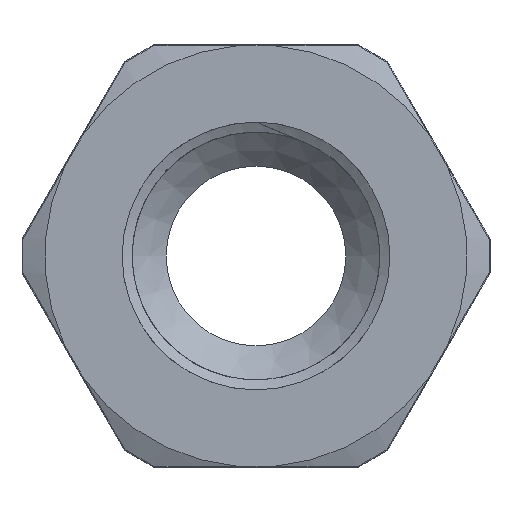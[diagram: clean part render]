
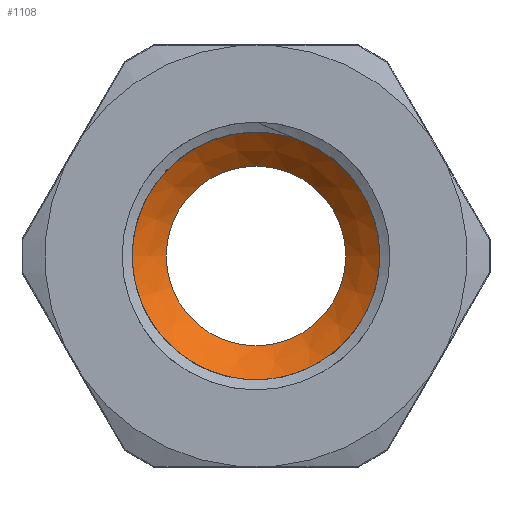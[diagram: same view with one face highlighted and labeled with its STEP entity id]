
A CAD part, left-side view. The second image highlights one B-rep face of the part: STEP entity #1108.
In plain terms, the highlighted conical face has half-angle 48.284 degrees and reference radius 8.1 mm.
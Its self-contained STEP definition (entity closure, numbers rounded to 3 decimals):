
#18=FACE_BOUND('',#266,.T.);
#47=CONICAL_SURFACE('',#1246,8.1,48.284);
#189=FACE_OUTER_BOUND('',#265,.T.);
#265=EDGE_LOOP('',(#1003,#1004));
#266=EDGE_LOOP('',(#1005));
#428=CIRCLE('',#1228,9.39);
#429=CIRCLE('',#1235,9.39);
#433=CIRCLE('',#1244,6.81);
#513=VERTEX_POINT('',#2732);
#515=VERTEX_POINT('',#2947);
#530=VERTEX_POINT('',#4914);
#667=EDGE_CURVE('',#515,#513,#428,.T.);
#688=EDGE_CURVE('',#513,#515,#429,.T.);
#692=EDGE_CURVE('',#530,#530,#433,.T.);
#1003=ORIENTED_EDGE('',*,*,#688,.F.);
#1004=ORIENTED_EDGE('',*,*,#667,.F.);
#1005=ORIENTED_EDGE('',*,*,#692,.T.);
#1108=ADVANCED_FACE('',(#189,#18),#47,.F.);
#1228=AXIS2_PLACEMENT_3D('',#3045,#1507,#1508);
#1235=AXIS2_PLACEMENT_3D('',#4904,#1527,#1528);
#1244=AXIS2_PLACEMENT_3D('',#4915,#1545,#1546);
#1246=AXIS2_PLACEMENT_3D('',#4918,#1549,#1550);
#1507=DIRECTION('center_axis',(1.,0.,0.));
#1508=DIRECTION('ref_axis',(0.,0.,-1.));
#1527=DIRECTION('center_axis',(1.,0.,0.));
#1528=DIRECTION('ref_axis',(0.,0.,-1.));
#1545=DIRECTION('center_axis',(1.,0.,0.));
#1546=DIRECTION('ref_axis',(0.,0.,-1.));
#1549=DIRECTION('center_axis',(-1.,0.,0.));
#1550=DIRECTION('ref_axis',(0.,1.,0.));
#2732=CARTESIAN_POINT('',(-4.2,-5.359,-7.711));
#2947=CARTESIAN_POINT('',(-4.2,-8.229,-4.524));
#3045=CARTESIAN_POINT('Origin',(-4.2,0.,0.));
#4904=CARTESIAN_POINT('Origin',(-4.2,0.,0.));
#4914=CARTESIAN_POINT('',(-1.9,6.81,0.));
#4915=CARTESIAN_POINT('Origin',(-1.9,0.,0.));
#4918=CARTESIAN_POINT('Origin',(-3.05,0.,0.));
